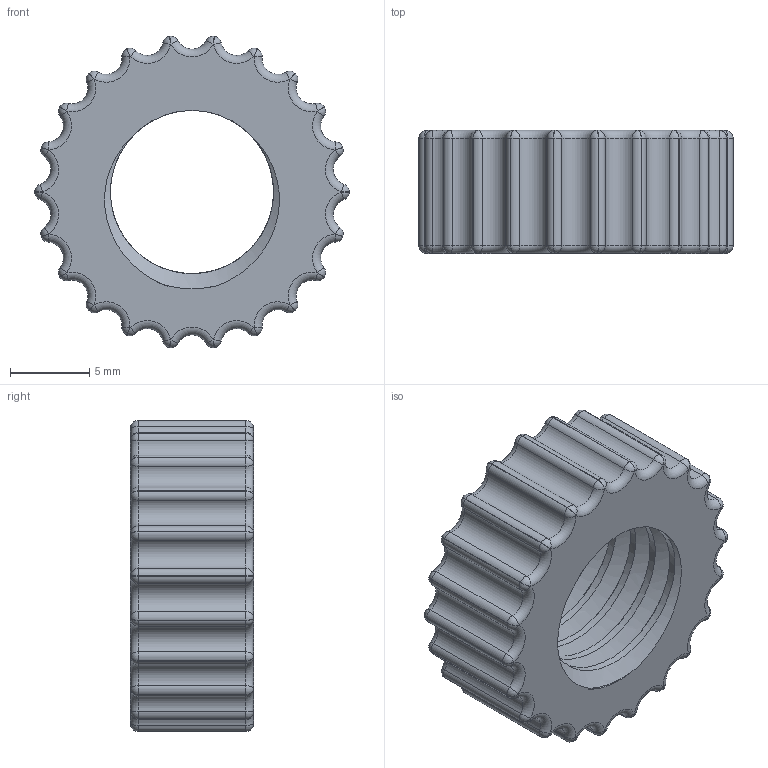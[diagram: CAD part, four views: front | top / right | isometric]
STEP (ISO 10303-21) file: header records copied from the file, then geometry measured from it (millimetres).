
FILE_DESCRIPTION(/* description */ ('','CAx-IF Rec.Pracs.---Representation and Presentation of Product Manufacturing Information (PMI)---4.0---2014-10-13'),/* implementation_level */ '2;1');
FILE_NAME(/* name */ 'Nut.step',/* time_stamp */ '2024-12-16T17:42:15+09:00',/* author */ (''),/* organization */ (''),/* preprocessor_version */ 'ST-DEVELOPER v20',/* originating_system */ 'Autodesk Translation Framework v13.20.0.188',/* authorisation */ '');
FILE_SCHEMA (('AP242_MANAGED_MODEL_BASED_3D_ENGINEERING_MIM_LF { 1 0 10303 442 1 1 4 }'));
Length unit declared in the file: millimetre
Products named in the file (1): Nut
Bounding box: 19.8 x 7.75 x 19.61 mm (x, y, z)
Volume: 1391.9 mm3; surface area: 1359.3 mm2
Topology: 1 solids, 1 shells, 279 faces, 567 edges, 290 vertices
Faces by surface type: cylinder 99, torus 88, sphere 88, plane 2, bspline 2
Full cylindrical faces by diameter (mm): 10.274 x3, 12.226 x4
Entity records: 8664 total; most frequent: CARTESIAN_POINT 2589, DIRECTION 1541, ORIENTED_EDGE 1134, AXIS2_PLACEMENT_3D 722, EDGE_CURVE 567, CIRCLE 444, VERTEX_POINT 290, EDGE_LOOP 281
